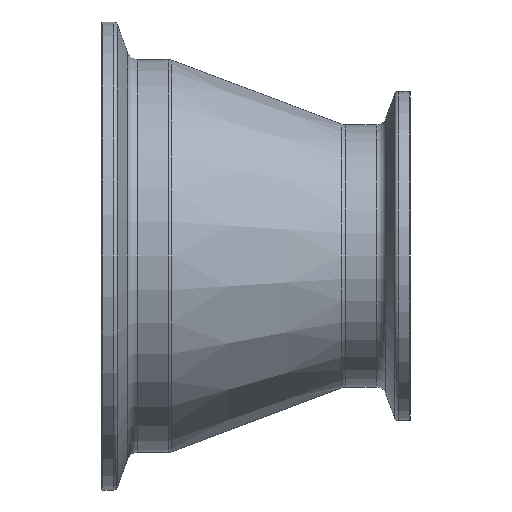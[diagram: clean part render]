
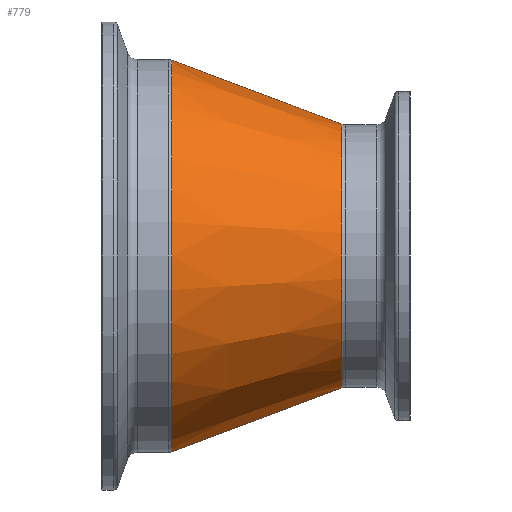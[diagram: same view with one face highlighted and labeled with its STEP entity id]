
A CAD part, front view. The second image highlights one B-rep face of the part: STEP entity #779.
In plain terms, the highlighted conical face has half-angle 20.611 degrees and reference radius 25.653 mm.
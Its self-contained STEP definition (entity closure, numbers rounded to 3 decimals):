
#34 = VECTOR ( 'NONE', #272, 1000. ) ;
#89 = ORIENTED_EDGE ( 'NONE', *, *, #960, .F. ) ;
#212 = EDGE_LOOP ( 'NONE', ( #89, #1043, #1588, #1039 ) ) ;
#225 = CARTESIAN_POINT ( 'NONE',  ( 46.689, 0., 25.653 ) ) ;
#272 = DIRECTION ( 'NONE',  ( -0.936, 0., -0.352 ) ) ;
#372 = VERTEX_POINT ( 'NONE', #1269 ) ;
#402 = DIRECTION ( 'NONE',  ( -1., 0., 0. ) ) ;
#411 = LINE ( 'NONE', #663, #34 ) ;
#460 = CARTESIAN_POINT ( 'NONE',  ( 46.689, 0., -25.653 ) ) ;
#506 = CARTESIAN_POINT ( 'NONE',  ( 46.689, 0., 0. ) ) ;
#594 = CIRCLE ( 'NONE', #1209, 38.097 ) ;
#654 = AXIS2_PLACEMENT_3D ( 'NONE', #506, #1276, #743 ) ;
#662 = VERTEX_POINT ( 'NONE', #460 ) ;
#663 = CARTESIAN_POINT ( 'NONE',  ( 46.689, 0., -25.653 ) ) ;
#670 = CARTESIAN_POINT ( 'NONE',  ( 13.602, 0., 0. ) ) ;
#743 = DIRECTION ( 'NONE',  ( 0., 0., 1. ) ) ;
#774 = EDGE_CURVE ( 'NONE', #662, #1651, #1548, .T. ) ;
#778 = DIRECTION ( 'NONE',  ( -1., 0., 0. ) ) ;
#779 = ADVANCED_FACE ( 'NONE', ( #1158 ), #1375, .T. ) ;
#855 = EDGE_CURVE ( 'NONE', #1651, #1049, #1663, .T. ) ;
#960 = EDGE_CURVE ( 'NONE', #662, #372, #411, .T. ) ;
#1039 = ORIENTED_EDGE ( 'NONE', *, *, #1412, .F. ) ;
#1043 = ORIENTED_EDGE ( 'NONE', *, *, #774, .T. ) ;
#1049 = VERTEX_POINT ( 'NONE', #1557 ) ;
#1137 = CARTESIAN_POINT ( 'NONE',  ( 46.689, 0., 0. ) ) ;
#1158 = FACE_OUTER_BOUND ( 'NONE', #212, .T. ) ;
#1189 = DIRECTION ( 'NONE',  ( 0., 0., 1. ) ) ;
#1209 = AXIS2_PLACEMENT_3D ( 'NONE', #670, #402, #1189 ) ;
#1269 = CARTESIAN_POINT ( 'NONE',  ( 13.602, 0., -38.097 ) ) ;
#1276 = DIRECTION ( 'NONE',  ( -1., 0., 0. ) ) ;
#1375 = CONICAL_SURFACE ( 'NONE', #1595, 25.653, 0.36 ) ;
#1377 = DIRECTION ( 'NONE',  ( -0.936, 0., 0.352 ) ) ;
#1412 = EDGE_CURVE ( 'NONE', #372, #1049, #594, .T. ) ;
#1459 = VECTOR ( 'NONE', #1377, 1000. ) ;
#1548 = CIRCLE ( 'NONE', #654, 25.653 ) ;
#1557 = CARTESIAN_POINT ( 'NONE',  ( 13.602, 0., 38.097 ) ) ;
#1588 = ORIENTED_EDGE ( 'NONE', *, *, #855, .T. ) ;
#1595 = AXIS2_PLACEMENT_3D ( 'NONE', #1137, #778, #1656 ) ;
#1634 = CARTESIAN_POINT ( 'NONE',  ( 46.689, 0., 25.653 ) ) ;
#1651 = VERTEX_POINT ( 'NONE', #1634 ) ;
#1656 = DIRECTION ( 'NONE',  ( 0., 0., 1. ) ) ;
#1663 = LINE ( 'NONE', #225, #1459 ) ;
